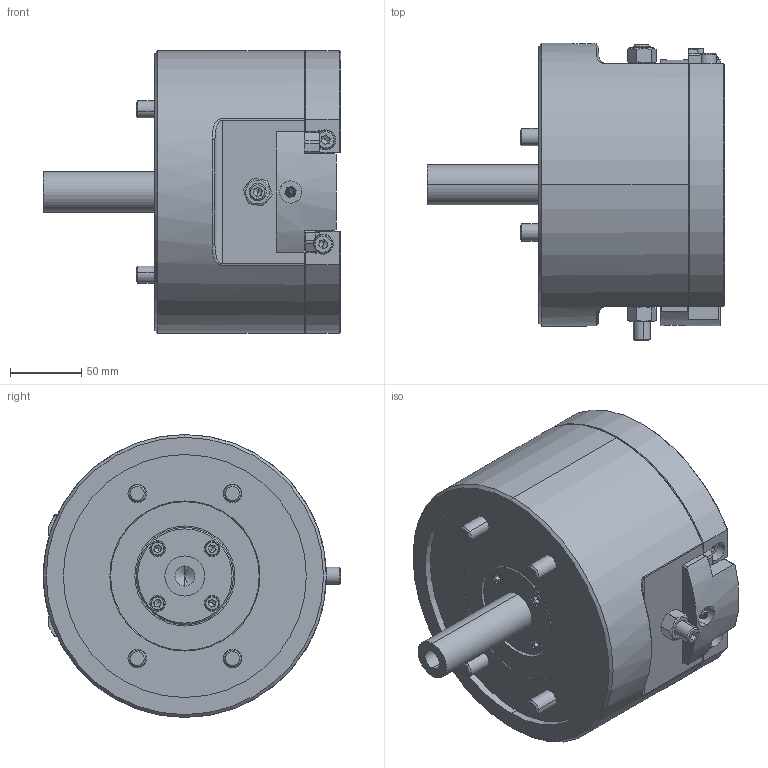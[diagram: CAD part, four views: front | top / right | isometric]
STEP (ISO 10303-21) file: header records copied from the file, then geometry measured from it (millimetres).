
FILE_DESCRIPTION (( 'STEP AP203' ), '1' );
FILE_NAME ('CF-FA-812.STEP', '2018-08-13T09:40:20', ( '' ), ( '' ), 'SwSTEP 2.0', 'SolidWorks 2016', '' );
FILE_SCHEMA (( 'CONFIG_CONTROL_DESIGN' ));
Length unit declared in the file: millimetre
Products named in the file (16): M12六角螺帽; CF-FA-812-02000; CF-FA-812-01000; CF-FA-812-04000; 圓頭內六角螺栓_M12x105; 圓頭內六角螺栓_M5x14; CF-FA-812-08000; 圓頭內六角螺栓_M6x16; CF-FA-812-03000; M6黃油嘴; CF-FA-812-09000; 圓頭內六角螺栓_M8x20; CF-FA-812-07000; CF-FA-812-10000; 圓頭內六角螺栓_M8x30; CF-FA-812
Assembly tree (44 placements, depth 2):
  CF-FA-812
    CF-FA-812-01000
    CF-FA-812-02000
    CF-FA-812-03000
    CF-FA-812-04000
    CF-FA-812-07000  x2
    CF-FA-812-08000  x2
    CF-FA-812-09000
    CF-FA-812-10000
    圓頭內六角螺栓_M8x30  x16
    圓頭內六角螺栓_M6x16  x4
    圓頭內六角螺栓_M5x14
    圓頭內六角螺栓_M8x20  x4
    圓頭內六角螺栓_M12x105  x4
    M12六角螺帽  x2
    M6黃油嘴  x3
Bounding box: 208 x 208 x 198 mm (x, y, z)
Volume: 3757177.8 mm3; surface area: 405006.1 mm2
Topology: 47 solids, 47 shells, 1398 faces, 3261 edges, 1955 vertices
Faces by surface type: plane 640, cylinder 377, cone 329, torus 28, sphere 18, bspline 6
Entity records: 19666 total; most frequent: CARTESIAN_POINT 3873, DIRECTION 2982, ORIENTED_EDGE 2580, EDGE_CURVE 1290, AXIS2_PLACEMENT_3D 1183, VERTEX_POINT 810, EDGE_LOOP 688, VECTOR 616
